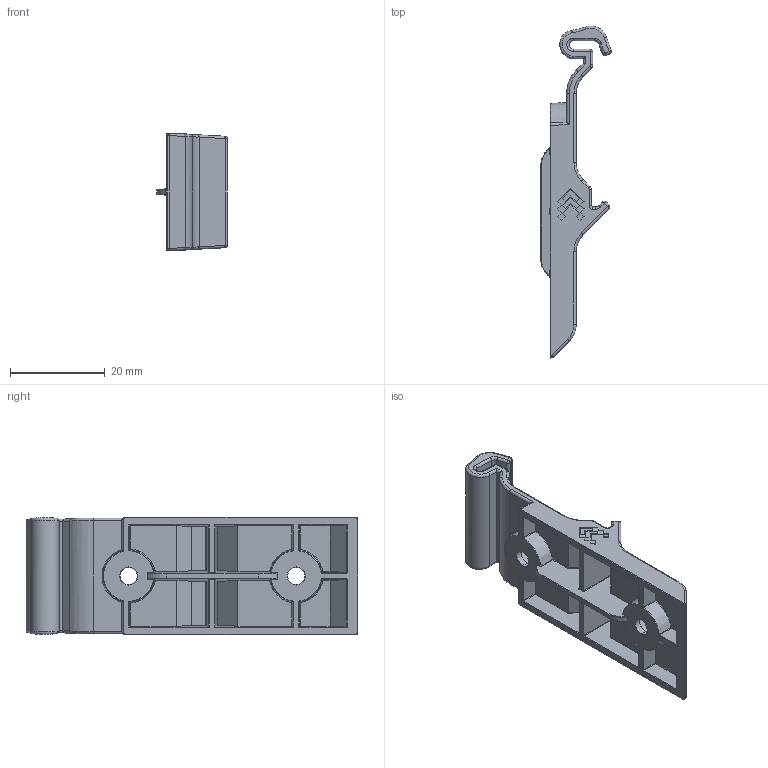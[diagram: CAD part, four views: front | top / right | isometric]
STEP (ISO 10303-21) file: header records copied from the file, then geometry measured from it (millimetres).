
FILE_DESCRIPTION (( 'STEP AP214' ), '1' );
FILE_NAME ('v6_DIN_Rail_begelio_fiksatorius.STEP', '2019-12-13T08:21:55', ( '' ), ( '' ), 'SwSTEP 2.0', 'SolidWorks 2019', '' );
FILE_SCHEMA (( 'AUTOMOTIVE_DESIGN' ));
Length unit declared in the file: millimetre
Products named in the file (1): v6_DIN_Rail_begelio_fiksatorius
Bounding box: 14.92 x 69.88 x 24.78 mm (x, y, z)
Volume: 5998.9 mm3; surface area: 6585.9 mm2
Topology: 1 solids, 1 shells, 535 faces, 1235 edges, 699 vertices
Faces by surface type: cylinder 174, plane 130, bspline 121, sphere 56, torus 38, cone 16
Entity records: 16730 total; most frequent: CARTESIAN_POINT 5640, ORIENTED_EDGE 2434, DIRECTION 2234, EDGE_CURVE 1217, AXIS2_PLACEMENT_3D 855, VERTEX_POINT 695, EDGE_LOOP 550, FACE_OUTER_BOUND 535
